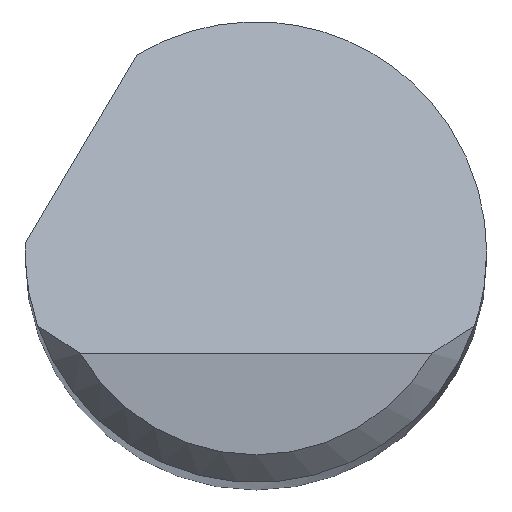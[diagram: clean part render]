
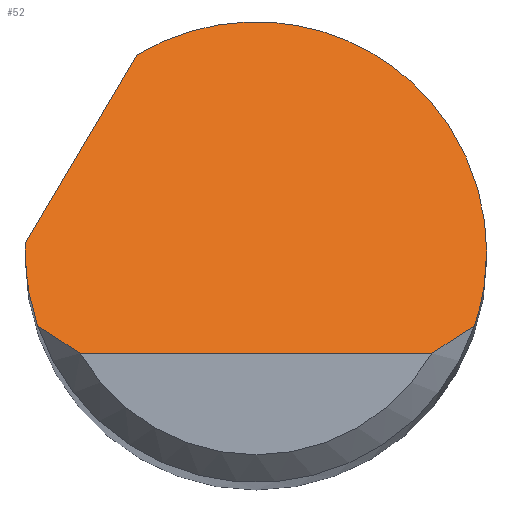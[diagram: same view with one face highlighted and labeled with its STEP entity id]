
A CAD part, top view. The second image highlights one B-rep face of the part: STEP entity #52.
In plain terms, the highlighted planar face has unit normal (0, 0.707, 0.707).
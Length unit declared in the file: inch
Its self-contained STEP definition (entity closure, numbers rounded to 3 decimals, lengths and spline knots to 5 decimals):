
#1 = CARTESIAN_POINT ( 'NONE',  ( -0.06437, 0.10715, 2.33785 ) ) ;
#5 = CARTESIAN_POINT ( 'NONE',  ( -0.12497, 0.00333, 2.44167 ) ) ;
#17 = EDGE_LOOP ( 'NONE', ( #70, #329, #108, #62, #227, #375, #345, #26 ) ) ;
#26 = ORIENTED_EDGE ( 'NONE', *, *, #184, .T. ) ;
#30 = CARTESIAN_POINT ( 'NONE',  ( -0.09526, -0.055, 2.5 ) ) ;
#31 = EDGE_CURVE ( 'NONE', #187, #355, #97, .T. ) ;
#35 = DIRECTION ( 'NONE',  ( 0., 0.707, -0.707 ) ) ;
#39 = VERTEX_POINT ( 'NONE', #145 ) ;
#48 = CARTESIAN_POINT ( 'NONE',  ( 0.11843, -0.04, 2.485 ) ) ;
#52 = ADVANCED_FACE ( 'NONE', ( #370 ), #114, .F. ) ;
#57 = CARTESIAN_POINT ( 'NONE',  ( 0.125, 0., 2.445 ) ) ;
#62 = ORIENTED_EDGE ( 'NONE', *, *, #366, .F. ) ;
#70 = ORIENTED_EDGE ( 'NONE', *, *, #104, .T. ) ;
#71 = DIRECTION ( 'NONE',  ( 0., -0.707, -0.707 ) ) ;
#72 = CARTESIAN_POINT ( 'NONE',  ( -0.11843, -0.04, 2.485 ) ) ;
#73 = EDGE_CURVE ( 'NONE', #84, #403, #240, .T. ) ;
#82 = CARTESIAN_POINT ( 'NONE',  ( -0.125, 0.00167, 2.44333 ) ) ;
#84 = VERTEX_POINT ( 'NONE', #457 ) ;
#97 =( BOUNDED_CURVE ( )  B_SPLINE_CURVE ( 3, ( #478, #453, #154, #148 ),
 .UNSPECIFIED., .F., .F. ) 
 B_SPLINE_CURVE_WITH_KNOTS ( ( 4, 4 ),
 ( 1.5708, 1.89653 ),
 .UNSPECIFIED. ) 
 CURVE ( )  GEOMETRIC_REPRESENTATION_ITEM ( )  RATIONAL_B_SPLINE_CURVE ( ( 1., 0.991, 0.991, 1. ) ) 
 REPRESENTATION_ITEM ( '' )  );
#102 = B_SPLINE_CURVE_WITH_KNOTS ( 'NONE', 3,
 ( #362, #143, #397, #217 ),
 .UNSPECIFIED., .F., .F.,
 ( 4, 4 ),
 ( 0., 0.0008 ),
 .UNSPECIFIED. ) ;
#104 = EDGE_CURVE ( 'NONE', #178, #39, #414, .T. ) ;
#107 =( BOUNDED_CURVE ( )  B_SPLINE_CURVE ( 3, ( #159, #82, #5, #224 ),
 .UNSPECIFIED., .F., .T. ) 
 B_SPLINE_CURVE_WITH_KNOTS ( ( 4, 4 ),
 ( 4.71239, 4.7524 ),
 .UNSPECIFIED. ) 
 CURVE ( )  GEOMETRIC_REPRESENTATION_ITEM ( )  RATIONAL_B_SPLINE_CURVE ( ( 1., 1., 1., 1. ) ) 
 REPRESENTATION_ITEM ( '' )  );
#108 = ORIENTED_EDGE ( 'NONE', *, *, #31, .F. ) ;
#110 = VECTOR ( 'NONE', #423, 39.37008 ) ;
#114 = PLANE ( 'NONE',  #281 ) ;
#117 = CARTESIAN_POINT ( 'NONE',  ( -0.06437, 0.10715, 2.33785 ) ) ;
#143 = CARTESIAN_POINT ( 'NONE',  ( -0.11107, -0.04528, 2.49028 ) ) ;
#145 = CARTESIAN_POINT ( 'NONE',  ( 0.09526, -0.055, 2.5 ) ) ;
#148 = CARTESIAN_POINT ( 'NONE',  ( 0.11843, -0.04, 2.485 ) ) ;
#154 = CARTESIAN_POINT ( 'NONE',  ( 0.12279, -0.02708, 2.47208 ) ) ;
#159 = CARTESIAN_POINT ( 'NONE',  ( -0.125, 0., 2.445 ) ) ;
#178 = VERTEX_POINT ( 'NONE', #30 ) ;
#184 = EDGE_CURVE ( 'NONE', #207, #178, #102, .T. ) ;
#187 = VERTEX_POINT ( 'NONE', #57 ) ;
#189 = CARTESIAN_POINT ( 'NONE',  ( 0.11843, -0.04, 2.485 ) ) ;
#192 = CARTESIAN_POINT ( 'NONE',  ( 0.125, 0., 2.445 ) ) ;
#198 = CARTESIAN_POINT ( 'NONE',  ( -0.15516, -0.04606, 2.49106 ) ) ;
#207 = VERTEX_POINT ( 'NONE', #220 ) ;
#217 = CARTESIAN_POINT ( 'NONE',  ( -0.09526, -0.055, 2.5 ) ) ;
#220 = CARTESIAN_POINT ( 'NONE',  ( -0.11843, -0.04, 2.485 ) ) ;
#222 =( BOUNDED_CURVE ( )  B_SPLINE_CURVE ( 3, ( #72, #306, #371, #459 ),
 .UNSPECIFIED., .F., .F. ) 
 B_SPLINE_CURVE_WITH_KNOTS ( ( 4, 4 ),
 ( 4.38666, 4.71239 ),
 .UNSPECIFIED. ) 
 CURVE ( )  GEOMETRIC_REPRESENTATION_ITEM ( )  RATIONAL_B_SPLINE_CURVE ( ( 1., 0.991, 0.991, 1. ) ) 
 REPRESENTATION_ITEM ( '' )  );
#224 = CARTESIAN_POINT ( 'NONE',  ( -0.1249, 0.005, 2.44 ) ) ;
#227 = ORIENTED_EDGE ( 'NONE', *, *, #73, .F. ) ;
#237 = CARTESIAN_POINT ( 'NONE',  ( 0.11107, -0.04528, 2.49028 ) ) ;
#240 = LINE ( 'NONE', #198, #110 ) ;
#265 = CARTESIAN_POINT ( 'NONE',  ( -0.125, 0., 2.445 ) ) ;
#266 = B_SPLINE_CURVE_WITH_KNOTS ( 'NONE', 3,
 ( #426, #387, #237, #48 ),
 .UNSPECIFIED., .F., .F.,
 ( 4, 4 ),
 ( 0., 0.0008 ),
 .UNSPECIFIED. ) ;
#281 = AXIS2_PLACEMENT_3D ( 'NONE', #410, #71, #35 ) ;
#306 = CARTESIAN_POINT ( 'NONE',  ( -0.12279, -0.02708, 2.47208 ) ) ;
#309 = CARTESIAN_POINT ( 'NONE',  ( 0., -0.055, 2.5 ) ) ;
#313 = EDGE_CURVE ( 'NONE', #390, #84, #107, .T. ) ;
#329 = ORIENTED_EDGE ( 'NONE', *, *, #448, .T. ) ;
#345 = ORIENTED_EDGE ( 'NONE', *, *, #422, .F. ) ;
#348 = DIRECTION ( 'NONE',  ( 1., 0., 0. ) ) ;
#355 = VERTEX_POINT ( 'NONE', #189 ) ;
#362 = CARTESIAN_POINT ( 'NONE',  ( -0.11843, -0.04, 2.485 ) ) ;
#366 = EDGE_CURVE ( 'NONE', #403, #187, #445, .T. ) ;
#370 = FACE_OUTER_BOUND ( 'NONE', #17, .T. ) ;
#371 = CARTESIAN_POINT ( 'NONE',  ( -0.125, -0.01363, 2.45863 ) ) ;
#375 = ORIENTED_EDGE ( 'NONE', *, *, #313, .F. ) ;
#378 = CARTESIAN_POINT ( 'NONE',  ( 0.125, 0.10961, 2.33539 ) ) ;
#387 = CARTESIAN_POINT ( 'NONE',  ( 0.10339, -0.05031, 2.49531 ) ) ;
#390 = VERTEX_POINT ( 'NONE', #265 ) ;
#397 = CARTESIAN_POINT ( 'NONE',  ( -0.10339, -0.05031, 2.49531 ) ) ;
#403 = VERTEX_POINT ( 'NONE', #1 ) ;
#410 = CARTESIAN_POINT ( 'NONE',  ( -0.125, -0.055, 2.5 ) ) ;
#414 = LINE ( 'NONE', #309, #431 ) ;
#415 = CARTESIAN_POINT ( 'NONE',  ( 0.0296, 0.1636, 2.2814 ) ) ;
#422 = EDGE_CURVE ( 'NONE', #207, #390, #222, .T. ) ;
#423 = DIRECTION ( 'NONE',  ( 0.386, 0.652, -0.652 ) ) ;
#426 = CARTESIAN_POINT ( 'NONE',  ( 0.09526, -0.055, 2.5 ) ) ;
#431 = VECTOR ( 'NONE', #348, 39.37008 ) ;
#445 =( BOUNDED_CURVE ( )  B_SPLINE_CURVE ( 3, ( #117, #415, #378, #192 ),
 .UNSPECIFIED., .F., .T. ) 
 B_SPLINE_CURVE_WITH_KNOTS ( ( 4, 4 ),
 ( 5.74227, 7.85398 ),
 .UNSPECIFIED. ) 
 CURVE ( )  GEOMETRIC_REPRESENTATION_ITEM ( )  RATIONAL_B_SPLINE_CURVE ( ( 1., 0.662, 0.662, 1. ) ) 
 REPRESENTATION_ITEM ( '' )  );
#448 = EDGE_CURVE ( 'NONE', #39, #355, #266, .T. ) ;
#453 = CARTESIAN_POINT ( 'NONE',  ( 0.125, -0.01363, 2.45863 ) ) ;
#457 = CARTESIAN_POINT ( 'NONE',  ( -0.1249, 0.005, 2.44 ) ) ;
#459 = CARTESIAN_POINT ( 'NONE',  ( -0.125, 0., 2.445 ) ) ;
#478 = CARTESIAN_POINT ( 'NONE',  ( 0.125, 0., 2.445 ) ) ;
